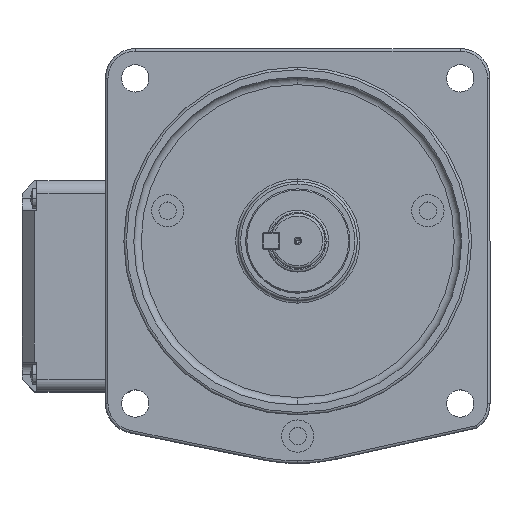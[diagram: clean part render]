
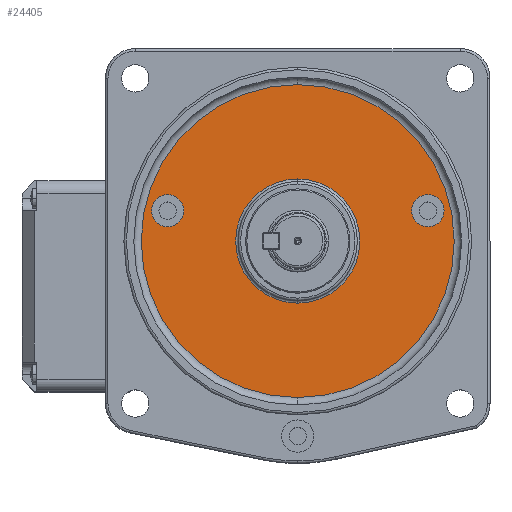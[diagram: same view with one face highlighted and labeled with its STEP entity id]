
A CAD part, top view. The second image highlights one B-rep face of the part: STEP entity #24405.
In plain terms, the highlighted face is planar.
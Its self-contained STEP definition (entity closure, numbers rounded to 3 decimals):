
#3320 = EDGE_CURVE ( 'NONE', #3389, #3370, #19582, .T. ) ;
#3370 = VERTEX_POINT ( 'NONE', #19714 ) ;
#3374 = VERTEX_POINT ( 'NONE', #19700 ) ;
#3389 = VERTEX_POINT ( 'NONE', #19677 ) ;
#3410 = VERTEX_POINT ( 'NONE', #19778 ) ;
#3464 = EDGE_CURVE ( 'NONE', #3374, #3410, #19899, .T. ) ;
#19513 = AXIS2_PLACEMENT_3D ( 'NONE', #19575, #19566, #19565 ) ;
#19565 = DIRECTION ( 'NONE',  ( 0., 0., -1. ) ) ;
#19566 = DIRECTION ( 'NONE',  ( 0., -1., 0. ) ) ;
#19575 = CARTESIAN_POINT ( 'NONE',  ( 52.395, 3.5, -12.25 ) ) ;
#19582 = CIRCLE ( 'NONE', #19513, 6.5 ) ;
#19677 = CARTESIAN_POINT ( 'NONE',  ( 52.395, 3.5, -5.75 ) ) ;
#19700 = CARTESIAN_POINT ( 'NONE',  ( -52.395, 3.5, -5.75 ) ) ;
#19714 = CARTESIAN_POINT ( 'NONE',  ( 52.395, 3.5, -18.75 ) ) ;
#19778 = CARTESIAN_POINT ( 'NONE',  ( -52.395, 3.5, -18.75 ) ) ;
#19856 = CARTESIAN_POINT ( 'NONE',  ( -52.395, 3.5, -12.25 ) ) ;
#19888 = DIRECTION ( 'NONE',  ( 0., 0., -1. ) ) ;
#19889 = DIRECTION ( 'NONE',  ( 0., -1., 0. ) ) ;
#19890 = AXIS2_PLACEMENT_3D ( 'NONE', #19856, #19889, #19888 ) ;
#19899 = CIRCLE ( 'NONE', #19890, 6.5 ) ;
#24379 = EDGE_CURVE ( 'NONE', #3410, #3374, #33672, .T. ) ;
#24405 = ADVANCED_FACE ( 'NONE', ( #33707, #33698, #33768, #33673 ), #33764, .T. ) ;
#24434 = ORIENTED_EDGE ( 'NONE', *, *, #24456, .T. ) ;
#24448 = EDGE_LOOP ( 'NONE', ( #24434, #24484 ) ) ;
#24456 = EDGE_CURVE ( 'NONE', #32100, #32471, #33830, .T. ) ;
#24460 = EDGE_LOOP ( 'NONE', ( #24481, #24471 ) ) ;
#24464 = ORIENTED_EDGE ( 'NONE', *, *, #24379, .F. ) ;
#24465 = EDGE_CURVE ( 'NONE', #27644, #27789, #33860, .T. ) ;
#24471 = ORIENTED_EDGE ( 'NONE', *, *, #3320, .F. ) ;
#24481 = ORIENTED_EDGE ( 'NONE', *, *, #24495, .F. ) ;
#24484 = ORIENTED_EDGE ( 'NONE', *, *, #32022, .T. ) ;
#24495 = EDGE_CURVE ( 'NONE', #3370, #3389, #33877, .T. ) ;
#24503 = ORIENTED_EDGE ( 'NONE', *, *, #27677, .T. ) ;
#24505 = EDGE_LOOP ( 'NONE', ( #24503, #24513 ) ) ;
#24512 = EDGE_LOOP ( 'NONE', ( #24464, #24575 ) ) ;
#24513 = ORIENTED_EDGE ( 'NONE', *, *, #24465, .T. ) ;
#24575 = ORIENTED_EDGE ( 'NONE', *, *, #3464, .F. ) ;
#27644 = VERTEX_POINT ( 'NONE', #39500 ) ;
#27677 = EDGE_CURVE ( 'NONE', #27789, #27644, #39661, .T. ) ;
#27789 = VERTEX_POINT ( 'NONE', #39845 ) ;
#32022 = EDGE_CURVE ( 'NONE', #32471, #32100, #45552, .T. ) ;
#32100 = VERTEX_POINT ( 'NONE', #45531 ) ;
#32471 = VERTEX_POINT ( 'NONE', #45638 ) ;
#33663 = DIRECTION ( 'NONE',  ( 0., -1., 0. ) ) ;
#33664 = DIRECTION ( 'NONE',  ( 0., 0., -1. ) ) ;
#33665 = DIRECTION ( 'NONE',  ( 0., -1., 0. ) ) ;
#33666 = CARTESIAN_POINT ( 'NONE',  ( -52.395, 3.5, -12.25 ) ) ;
#33672 = CIRCLE ( 'NONE', #33679, 6.5 ) ;
#33673 = FACE_BOUND ( 'NONE', #24512, .T. ) ;
#33674 = CARTESIAN_POINT ( 'NONE',  ( 0., 3.5, 0. ) ) ;
#33679 = AXIS2_PLACEMENT_3D ( 'NONE', #33666, #33665, #33664 ) ;
#33698 = FACE_BOUND ( 'NONE', #24505, .T. ) ;
#33701 = DIRECTION ( 'NONE',  ( 0., 0., -1. ) ) ;
#33707 = FACE_OUTER_BOUND ( 'NONE', #24448, .T. ) ;
#33711 = AXIS2_PLACEMENT_3D ( 'NONE', #33674, #33663, #33701 ) ;
#33764 = PLANE ( 'NONE',  #33711 ) ;
#33768 = FACE_BOUND ( 'NONE', #24460, .T. ) ;
#33806 = AXIS2_PLACEMENT_3D ( 'NONE', #33817, #33862, #33857 ) ;
#33814 = CARTESIAN_POINT ( 'NONE',  ( 0., 3.5, 0. ) ) ;
#33817 = CARTESIAN_POINT ( 'NONE',  ( 0., 3.5, 0. ) ) ;
#33826 = AXIS2_PLACEMENT_3D ( 'NONE', #33814, #33866, #33865 ) ;
#33830 = CIRCLE ( 'NONE', #33826, 63. ) ;
#33857 = DIRECTION ( 'NONE',  ( 0., 0., -1. ) ) ;
#33860 = CIRCLE ( 'NONE', #33806, 25. ) ;
#33862 = DIRECTION ( 'NONE',  ( 0., 1., 0. ) ) ;
#33865 = DIRECTION ( 'NONE',  ( 0., 0., -1. ) ) ;
#33866 = DIRECTION ( 'NONE',  ( 0., -1., 0. ) ) ;
#33877 = CIRCLE ( 'NONE', #33938, 6.5 ) ;
#33879 = CARTESIAN_POINT ( 'NONE',  ( 52.395, 3.5, -12.25 ) ) ;
#33934 = DIRECTION ( 'NONE',  ( 0., 0., -1. ) ) ;
#33935 = DIRECTION ( 'NONE',  ( 0., -1., 0. ) ) ;
#33938 = AXIS2_PLACEMENT_3D ( 'NONE', #33879, #33935, #33934 ) ;
#39500 = CARTESIAN_POINT ( 'NONE',  ( 0., 3.5, 25. ) ) ;
#39652 = DIRECTION ( 'NONE',  ( 0., 0., -1. ) ) ;
#39653 = DIRECTION ( 'NONE',  ( 0., 1., 0. ) ) ;
#39654 = CARTESIAN_POINT ( 'NONE',  ( 0., 3.5, 0. ) ) ;
#39655 = AXIS2_PLACEMENT_3D ( 'NONE', #39654, #39653, #39652 ) ;
#39661 = CIRCLE ( 'NONE', #39655, 25. ) ;
#39845 = CARTESIAN_POINT ( 'NONE',  ( 0., 3.5, -25. ) ) ;
#45491 = CARTESIAN_POINT ( 'NONE',  ( 0., 3.5, 0. ) ) ;
#45531 = CARTESIAN_POINT ( 'NONE',  ( 0., 3.5, -63. ) ) ;
#45549 = DIRECTION ( 'NONE',  ( 0., 0., -1. ) ) ;
#45550 = DIRECTION ( 'NONE',  ( 0., -1., 0. ) ) ;
#45551 = AXIS2_PLACEMENT_3D ( 'NONE', #45491, #45550, #45549 ) ;
#45552 = CIRCLE ( 'NONE', #45551, 63. ) ;
#45638 = CARTESIAN_POINT ( 'NONE',  ( 0., 3.5, 63. ) ) ;
